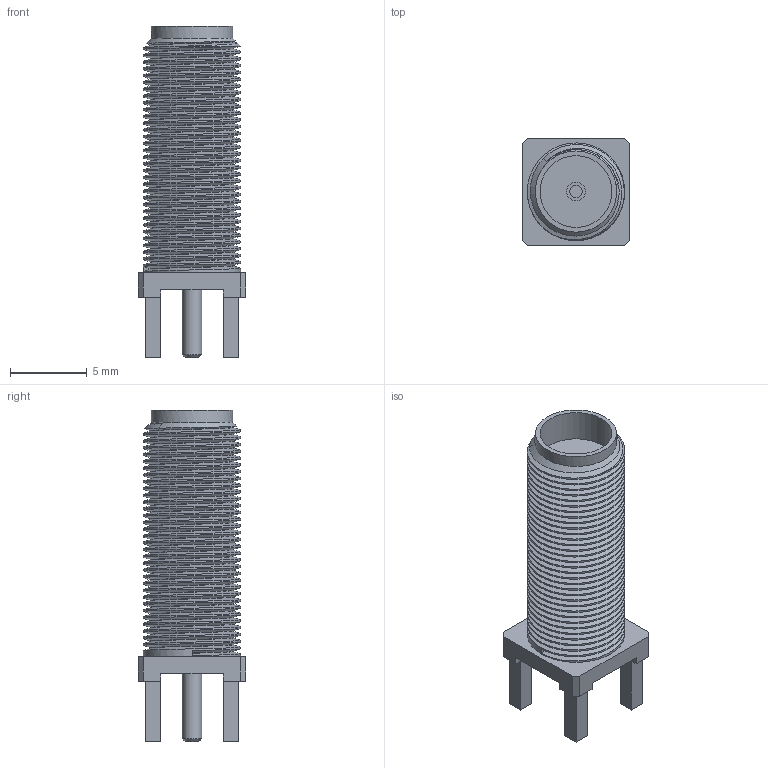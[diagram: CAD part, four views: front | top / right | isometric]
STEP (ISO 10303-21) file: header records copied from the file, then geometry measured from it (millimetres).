
FILE_DESCRIPTION(/* description */ ('Unknown'),/* implementation_level */ '2;1');
FILE_NAME(/* name */ 'RF2-152-T-00-50-G-HDW',/* time_stamp */ '2024-07-23T09:27:07+02:00',/* author */ ('Unknown'),/* organization */ ('Unknown'),/* preprocessor_version */ 'ST-DEVELOPER v18.102',/* originating_system */ 'Solid Edge',/* authorisation */ 'Unknown');
FILE_SCHEMA (('AUTOMOTIVE_DESIGN {1 0 10303 214 3 1 1}'));
Length unit declared in the file: millimetre
Products named in the file (1): RF2-152-T-00-50-G-HDW
Bounding box: 7 x 7 x 21.5 mm (x, y, z)
Volume: 487 mm3; surface area: 946.8 mm2
Topology: 1 solids, 1 shells, 86 faces, 232 edges, 154 vertices
Faces by surface type: plane 41, cylinder 40, cone 3, bspline 2
Full cylindrical faces by diameter (mm): 0.8 x1, 1.205 x1, 1.27 x1, 3.887 x1, 4.663 x1, 5.271 x1, 6.322 x32
Entity records: 9640 total; most frequent: CARTESIAN_POINT 8027, ORIENTED_EDGE 244, DIRECTION 236, EDGE_CURVE 122, LINE 100, VECTOR 100, VERTEX_POINT 86, EDGE_LOOP 68
